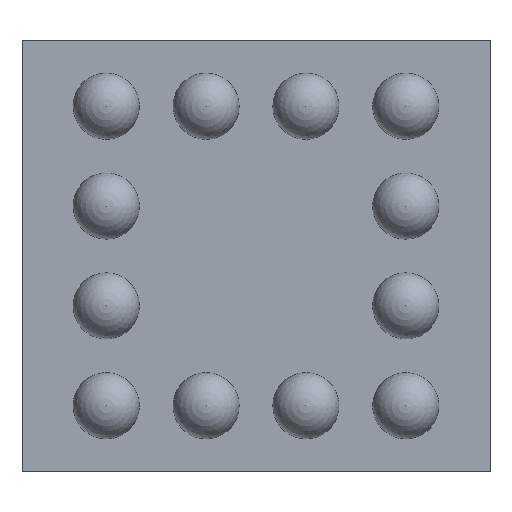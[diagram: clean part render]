
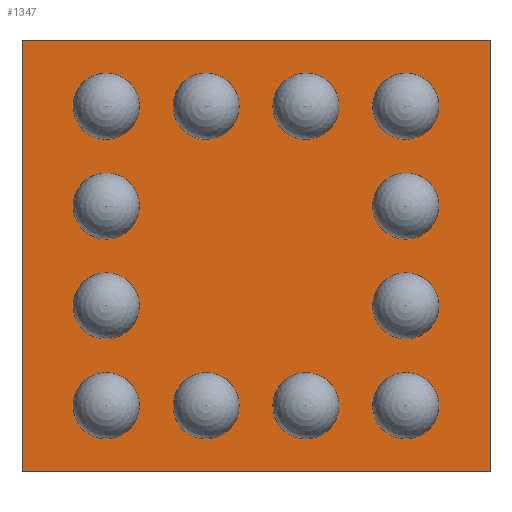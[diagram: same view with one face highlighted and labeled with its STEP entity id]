
A CAD part, front view. The second image highlights one B-rep face of the part: STEP entity #1347.
In plain terms, the highlighted planar face has unit normal (0, -1, 0).
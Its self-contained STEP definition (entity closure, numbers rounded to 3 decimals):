
#72 = CARTESIAN_POINT ( 'NONE',  ( 0.938, 0.185, 0.863 ) ) ;
#106 = CARTESIAN_POINT ( 'NONE',  ( 0., 0.185, 0. ) ) ;
#129 = CARTESIAN_POINT ( 'NONE',  ( -0.937, 0.185, 0.863 ) ) ;
#130 = VECTOR ( 'NONE', #431, 1000. ) ;
#226 = VERTEX_POINT ( 'NONE', #129 ) ;
#326 = EDGE_CURVE ( 'NONE', #1202, #1190, #677, .T. ) ;
#389 = CARTESIAN_POINT ( 'NONE',  ( 0.938, 0.185, 0.863 ) ) ;
#415 = VERTEX_POINT ( 'NONE', #987 ) ;
#429 = AXIS2_PLACEMENT_3D ( 'NONE', #106, #433, #743 ) ;
#431 = DIRECTION ( 'NONE',  ( 1., 0., 0. ) ) ;
#433 = DIRECTION ( 'NONE',  ( 0., -1., 0. ) ) ;
#548 = DIRECTION ( 'NONE',  ( -1., 0., 0. ) ) ;
#565 = VECTOR ( 'NONE', #548, 1000. ) ;
#633 = EDGE_CURVE ( 'NONE', #415, #1202, #1196, .T. ) ;
#648 = FACE_OUTER_BOUND ( 'NONE', #1328, .T. ) ;
#651 = ORIENTED_EDGE ( 'NONE', *, *, #1243, .T. ) ;
#654 = ORIENTED_EDGE ( 'NONE', *, *, #863, .T. ) ;
#677 = LINE ( 'NONE', #389, #1230 ) ;
#737 = CARTESIAN_POINT ( 'NONE',  ( -0.937, 0.185, 0.863 ) ) ;
#743 = DIRECTION ( 'NONE',  ( 1., 0., 0. ) ) ;
#810 = VECTOR ( 'NONE', #1291, 1000. ) ;
#812 = CARTESIAN_POINT ( 'NONE',  ( 0.938, 0.185, -0.863 ) ) ;
#863 = EDGE_CURVE ( 'NONE', #1190, #226, #976, .T. ) ;
#937 = LINE ( 'NONE', #737, #810 ) ;
#969 = CARTESIAN_POINT ( 'NONE',  ( -0.937, 0.185, -0.863 ) ) ;
#975 = CARTESIAN_POINT ( 'NONE',  ( -0.937, 0.185, 0.863 ) ) ;
#976 = LINE ( 'NONE', #975, #565 ) ;
#987 = CARTESIAN_POINT ( 'NONE',  ( -0.937, 0.185, -0.863 ) ) ;
#1107 = ORIENTED_EDGE ( 'NONE', *, *, #633, .T. ) ;
#1190 = VERTEX_POINT ( 'NONE', #72 ) ;
#1196 = LINE ( 'NONE', #969, #130 ) ;
#1202 = VERTEX_POINT ( 'NONE', #812 ) ;
#1203 = PLANE ( 'NONE',  #429 ) ;
#1230 = VECTOR ( 'NONE', #1267, 1000. ) ;
#1243 = EDGE_CURVE ( 'NONE', #226, #415, #937, .T. ) ;
#1267 = DIRECTION ( 'NONE',  ( 0., 0., 1. ) ) ;
#1291 = DIRECTION ( 'NONE',  ( 0., 0., -1. ) ) ;
#1328 = EDGE_LOOP ( 'NONE', ( #1352, #654, #651, #1107 ) ) ;
#1347 = ADVANCED_FACE ( 'NONE', ( #648 ), #1203, .T. ) ;
#1352 = ORIENTED_EDGE ( 'NONE', *, *, #326, .T. ) ;
